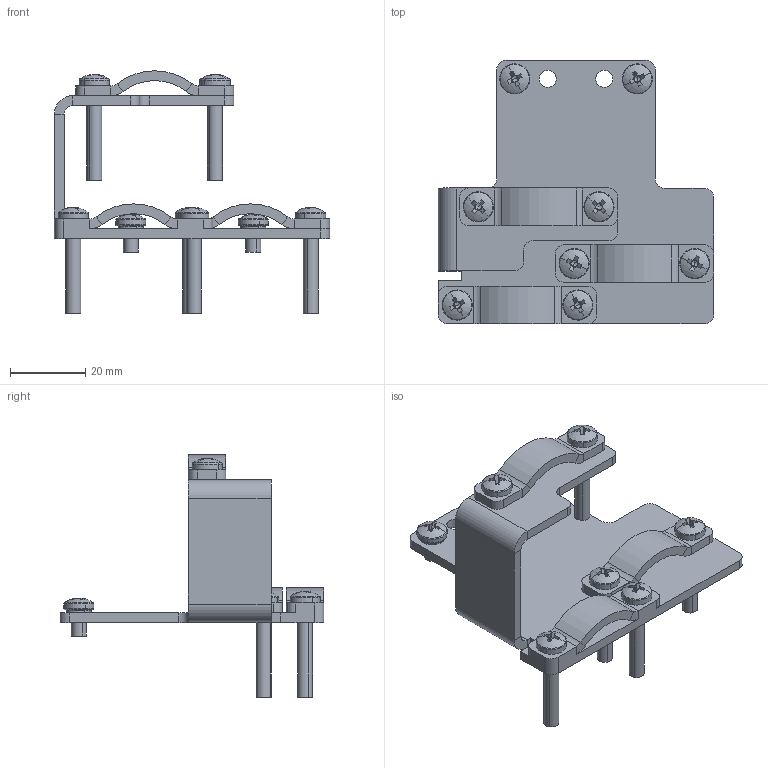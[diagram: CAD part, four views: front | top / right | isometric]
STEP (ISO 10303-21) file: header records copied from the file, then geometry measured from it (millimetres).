
FILE_DESCRIPTION (( 'STEP AP214' ), '1' );
FILE_NAME ('ZBC_10006124374 nc cmb1.STEP', '2021-01-13T23:25:25', ( '' ), ( '' ), 'SwSTEP 2.0', 'SolidWorks 2017', '' );
FILE_SCHEMA (( 'AUTOMOTIVE_DESIGN' ));
Length unit declared in the file: inch
Products named in the file (1): ZBC_10006124374 nc cmb1
Bounding box: 73 x 70 x 64.3 mm (x, y, z)
Volume: 20138.2 mm3; surface area: 17345.8 mm2
Topology: 1 solids, 9 shells, 462 faces, 1145 edges, 698 vertices
Faces by surface type: plane 223, cylinder 123, cone 52, torus 48, sphere 16
Entity records: 13869 total; most frequent: DIRECTION 2595, CARTESIAN_POINT 2552, ORIENTED_EDGE 2258, EDGE_CURVE 1129, AXIS2_PLACEMENT_3D 1073, VERTEX_POINT 698, CIRCLE 610, EDGE_LOOP 501
